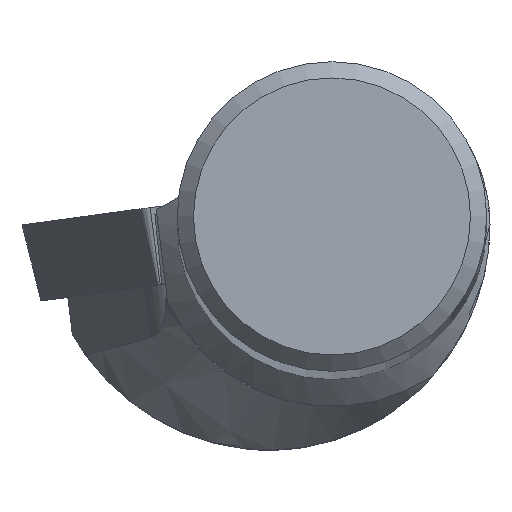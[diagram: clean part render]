
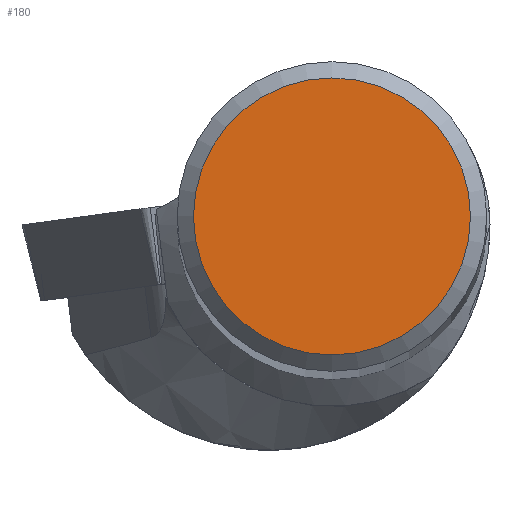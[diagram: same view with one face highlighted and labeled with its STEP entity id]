
A CAD part, top view. The second image highlights one B-rep face of the part: STEP entity #180.
In plain terms, the highlighted planar face has unit normal (0, 0, 1).
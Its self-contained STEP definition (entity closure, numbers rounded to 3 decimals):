
#142=FACE_OUTER_BOUND('',#363,.T.);
#180=ADVANCED_FACE('',(#142),#208,.T.);
#208=PLANE('',#911);
#363=EDGE_LOOP('',(#511));
#511=ORIENTED_EDGE('',*,*,#723,.T.);
#638=VERTEX_POINT('',#1499);
#723=EDGE_CURVE('',#638,#638,#766,.T.);
#766=CIRCLE('',#910,4.256);
#910=AXIS2_PLACEMENT_3D('',#1498,#1090,#1091);
#911=AXIS2_PLACEMENT_3D('',#1500,#1092,#1093);
#1090=DIRECTION('',(0.,0.,1.));
#1091=DIRECTION('',(1.,0.,0.));
#1092=DIRECTION('',(0.,0.,1.));
#1093=DIRECTION('',(1.,0.,0.));
#1498=CARTESIAN_POINT('',(0.,0.,0.));
#1499=CARTESIAN_POINT('',(4.256,0.,0.));
#1500=CARTESIAN_POINT('',(0.,0.,
0.));
